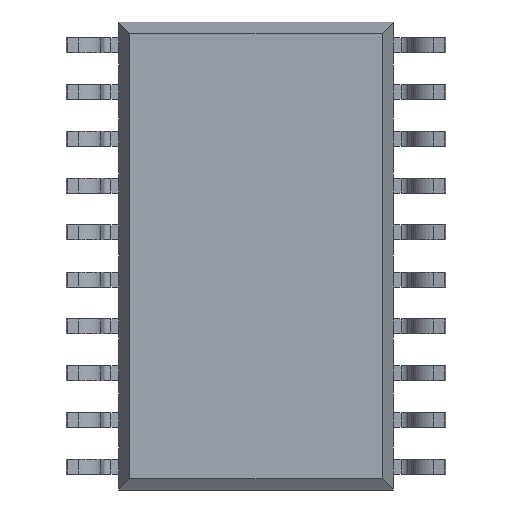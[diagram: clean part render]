
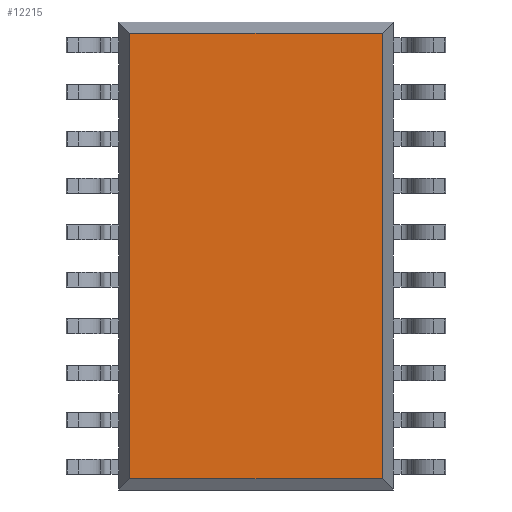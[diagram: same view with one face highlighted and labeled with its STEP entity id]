
A CAD part, front view. The second image highlights one B-rep face of the part: STEP entity #12215.
In plain terms, the highlighted planar face has unit normal (0, -1, 0).
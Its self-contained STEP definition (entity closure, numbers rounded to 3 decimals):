
#273 = VERTEX_POINT ( 'NONE', #3469 ) ;
#853 = EDGE_CURVE ( 'NONE', #10657, #4848, #9519, .T. ) ;
#1590 = ORIENTED_EDGE ( 'NONE', *, *, #1692, .T. ) ;
#1692 = EDGE_CURVE ( 'NONE', #2174, #10657, #10357, .T. ) ;
#1921 = DIRECTION ( 'NONE',  ( 0., 0., -1. ) ) ;
#2174 = VERTEX_POINT ( 'NONE', #11202 ) ;
#2854 = EDGE_CURVE ( 'NONE', #4848, #273, #3745, .T. ) ;
#2947 = CARTESIAN_POINT ( 'NONE',  ( -3.425, 0.215, 6.35 ) ) ;
#3469 = CARTESIAN_POINT ( 'NONE',  ( -3.425, 0.215, 6.05 ) ) ;
#3599 = PLANE ( 'NONE',  #6374 ) ;
#3745 = LINE ( 'NONE', #7975, #7916 ) ;
#4022 = VECTOR ( 'NONE', #7424, 1000. ) ;
#4108 = LINE ( 'NONE', #2947, #7788 ) ;
#4848 = VERTEX_POINT ( 'NONE', #10756 ) ;
#4922 = VECTOR ( 'NONE', #9320, 1000. ) ;
#5129 = ORIENTED_EDGE ( 'NONE', *, *, #853, .T. ) ;
#5508 = CARTESIAN_POINT ( 'NONE',  ( 3.425, 0.215, -6.05 ) ) ;
#6374 = AXIS2_PLACEMENT_3D ( 'NONE', #12990, #9130, #11276 ) ;
#7424 = DIRECTION ( 'NONE',  ( 0., 0., 1. ) ) ;
#7788 = VECTOR ( 'NONE', #1921, 1000. ) ;
#7916 = VECTOR ( 'NONE', #12189, 1000. ) ;
#7975 = CARTESIAN_POINT ( 'NONE',  ( -3.725, 0.215, 6.05 ) ) ;
#9130 = DIRECTION ( 'NONE',  ( 0., -1., 0. ) ) ;
#9320 = DIRECTION ( 'NONE',  ( 1., 0., 0. ) ) ;
#9335 = EDGE_CURVE ( 'NONE', #273, #2174, #4108, .T. ) ;
#9382 = EDGE_LOOP ( 'NONE', ( #5129, #11071, #10205, #1590 ) ) ;
#9519 = LINE ( 'NONE', #12679, #4022 ) ;
#9886 = FACE_OUTER_BOUND ( 'NONE', #9382, .T. ) ;
#10205 = ORIENTED_EDGE ( 'NONE', *, *, #9335, .T. ) ;
#10357 = LINE ( 'NONE', #11604, #4922 ) ;
#10657 = VERTEX_POINT ( 'NONE', #5508 ) ;
#10756 = CARTESIAN_POINT ( 'NONE',  ( 3.425, 0.215, 6.05 ) ) ;
#11071 = ORIENTED_EDGE ( 'NONE', *, *, #2854, .T. ) ;
#11202 = CARTESIAN_POINT ( 'NONE',  ( -3.425, 0.215, -6.05 ) ) ;
#11276 = DIRECTION ( 'NONE',  ( 0., 0., -1. ) ) ;
#11604 = CARTESIAN_POINT ( 'NONE',  ( -3.725, 0.215, -6.05 ) ) ;
#12189 = DIRECTION ( 'NONE',  ( -1., 0., 0. ) ) ;
#12215 = ADVANCED_FACE ( 'NONE', ( #9886 ), #3599, .T. ) ;
#12679 = CARTESIAN_POINT ( 'NONE',  ( 3.425, 0.215, 6.35 ) ) ;
#12990 = CARTESIAN_POINT ( 'NONE',  ( -3.725, 0.215, 6.35 ) ) ;
